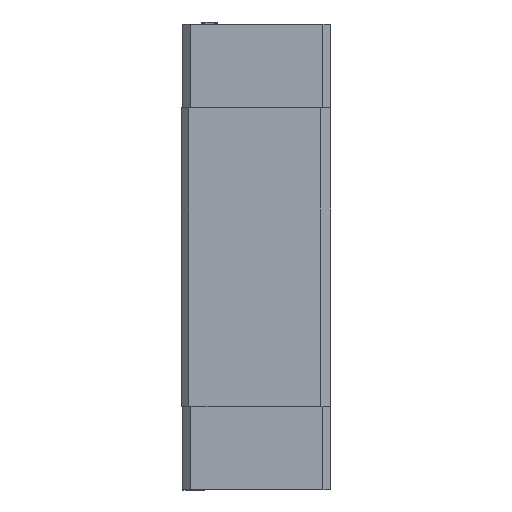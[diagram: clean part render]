
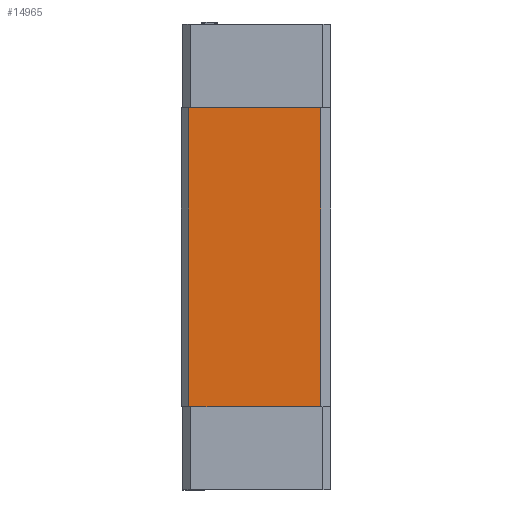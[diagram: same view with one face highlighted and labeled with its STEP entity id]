
A CAD part, left-side view. The second image highlights one B-rep face of the part: STEP entity #14965.
In plain terms, the highlighted planar face has unit normal (-1, 0, 0).
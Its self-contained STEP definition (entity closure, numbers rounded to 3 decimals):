
#7363 = CARTESIAN_POINT ( 'NONE',  ( -17., 8., -19.7 ) ) ;
#7364 = CARTESIAN_POINT ( 'NONE',  ( -17., -9.4, -19.7 ) ) ;
#7379 = DIRECTION ( 'NONE',  ( -1., 0., 0. ) ) ;
#7380 = CARTESIAN_POINT ( 'NONE',  ( -17., 12., -19.7 ) ) ;
#7381 = AXIS2_PLACEMENT_3D ( 'NONE', #7380, #7379, #7444 ) ;
#7382 = PLANE ( 'NONE',  #7381 ) ;
#7383 = FACE_OUTER_BOUND ( 'NONE', #14966, .T. ) ;
#7384 = DIRECTION ( 'NONE',  ( 0., 0., -1. ) ) ;
#7385 = VECTOR ( 'NONE', #7384, 1000. ) ;
#7386 = CARTESIAN_POINT ( 'NONE',  ( -17., 8., -19.7 ) ) ;
#7387 = LINE ( 'NONE', #7386, #7385 ) ;
#7412 = VECTOR ( 'NONE', #7475, 1000. ) ;
#7413 = CARTESIAN_POINT ( 'NONE',  ( -17., -9.4, -19.7 ) ) ;
#7414 = LINE ( 'NONE', #7413, #7412 ) ;
#7425 = DIRECTION ( 'NONE',  ( 0., -1., 0. ) ) ;
#7426 = VECTOR ( 'NONE', #7425, 1000. ) ;
#7427 = CARTESIAN_POINT ( 'NONE',  ( -17., 12., -19.7 ) ) ;
#7428 = LINE ( 'NONE', #7427, #7426 ) ;
#7429 = DIRECTION ( 'NONE',  ( 0., 1., 0. ) ) ;
#7430 = VECTOR ( 'NONE', #7429, 1000. ) ;
#7431 = CARTESIAN_POINT ( 'NONE',  ( -17., 12., 19.7 ) ) ;
#7432 = LINE ( 'NONE', #7431, #7430 ) ;
#7433 = CARTESIAN_POINT ( 'NONE',  ( -17., 8., 19.7 ) ) ;
#7444 = DIRECTION ( 'NONE',  ( 0., 0., 1. ) ) ;
#7474 = CARTESIAN_POINT ( 'NONE',  ( -17., -9.4, 19.7 ) ) ;
#7475 = DIRECTION ( 'NONE',  ( 0., 0., 1. ) ) ;
#14918 = VERTEX_POINT ( 'NONE', #7364 ) ;
#14920 = VERTEX_POINT ( 'NONE', #7363 ) ;
#14951 = ORIENTED_EDGE ( 'NONE', *, *, #14964, .T. ) ;
#14952 = ORIENTED_EDGE ( 'NONE', *, *, #14979, .T. ) ;
#14953 = ORIENTED_EDGE ( 'NONE', *, *, #14986, .T. ) ;
#14964 = EDGE_CURVE ( 'NONE', #14972, #14920, #7387, .T. ) ;
#14965 = ADVANCED_FACE ( 'NONE', ( #7383 ), #7382, .T. ) ;
#14966 = EDGE_LOOP ( 'NONE', ( #15035, #14951, #14952, #14953 ) ) ;
#14972 = VERTEX_POINT ( 'NONE', #7433 ) ;
#14974 = EDGE_CURVE ( 'NONE', #14987, #14972, #7432, .T. ) ;
#14979 = EDGE_CURVE ( 'NONE', #14920, #14918, #7428, .T. ) ;
#14986 = EDGE_CURVE ( 'NONE', #14918, #14987, #7414, .T. ) ;
#14987 = VERTEX_POINT ( 'NONE', #7474 ) ;
#15035 = ORIENTED_EDGE ( 'NONE', *, *, #14974, .T. ) ;
